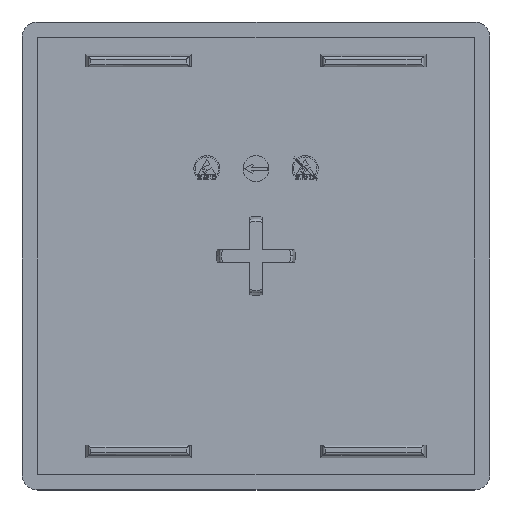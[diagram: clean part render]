
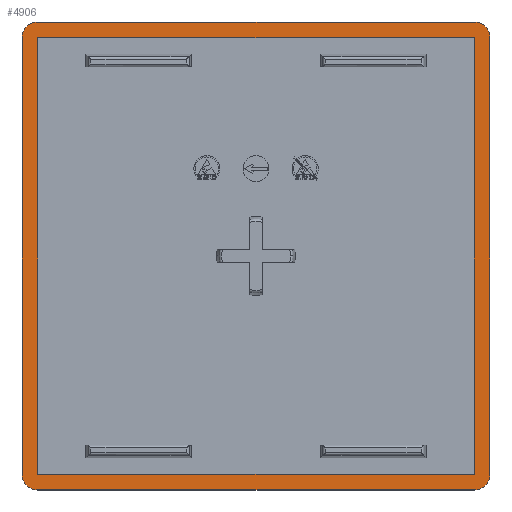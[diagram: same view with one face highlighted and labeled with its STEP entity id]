
A CAD part, top view. The second image highlights one B-rep face of the part: STEP entity #4906.
In plain terms, the highlighted planar face has unit normal (0, 0, 1).
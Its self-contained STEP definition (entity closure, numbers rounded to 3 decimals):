
#98 = CARTESIAN_POINT ( 'NONE',  ( -42., 42., 4. ) ) ;
#188 = CARTESIAN_POINT ( 'NONE',  ( 42., -45., 4. ) ) ;
#259 = ORIENTED_EDGE ( 'NONE', *, *, #5099, .F. ) ;
#306 = CARTESIAN_POINT ( 'NONE',  ( -45., 42., 4. ) ) ;
#438 = VERTEX_POINT ( 'NONE', #188 ) ;
#550 = CARTESIAN_POINT ( 'NONE',  ( -45., -42., 4. ) ) ;
#679 = VERTEX_POINT ( 'NONE', #306 ) ;
#700 = ORIENTED_EDGE ( 'NONE', *, *, #7825, .T. ) ;
#767 = FACE_BOUND ( 'NONE', #1160, .T. ) ;
#806 = ORIENTED_EDGE ( 'NONE', *, *, #9649, .T. ) ;
#844 = VERTEX_POINT ( 'NONE', #4727 ) ;
#980 = ORIENTED_EDGE ( 'NONE', *, *, #9420, .F. ) ;
#1160 = EDGE_LOOP ( 'NONE', ( #980, #6947, #5701, #259 ) ) ;
#1224 = CARTESIAN_POINT ( 'NONE',  ( 42., 42., 4. ) ) ;
#1330 = EDGE_CURVE ( 'NONE', #8261, #2454, #4034, .T. ) ;
#1659 = VERTEX_POINT ( 'NONE', #98 ) ;
#1738 = ORIENTED_EDGE ( 'NONE', *, *, #4659, .T. ) ;
#1788 = ORIENTED_EDGE ( 'NONE', *, *, #5978, .T. ) ;
#1930 = EDGE_LOOP ( 'NONE', ( #7037, #700, #1788, #1738, #3789, #3838, #3701, #806 ) ) ;
#2198 = DIRECTION ( 'NONE',  ( 0., -1., 0. ) ) ;
#2318 = CARTESIAN_POINT ( 'NONE',  ( -42., 42., 4. ) ) ;
#2401 = PLANE ( 'NONE',  #4785 ) ;
#2454 = VERTEX_POINT ( 'NONE', #1224 ) ;
#2611 = CIRCLE ( 'NONE', #7605, 3. ) ;
#2633 = CARTESIAN_POINT ( 'NONE',  ( -45., 45., 4. ) ) ;
#2685 = VECTOR ( 'NONE', #7296, 1000. ) ;
#2706 = VECTOR ( 'NONE', #5729, 1000. ) ;
#2768 = LINE ( 'NONE', #4408, #4579 ) ;
#2980 = CARTESIAN_POINT ( 'NONE',  ( -45., -45., 4. ) ) ;
#3064 = FACE_OUTER_BOUND ( 'NONE', #1930, .T. ) ;
#3240 = VERTEX_POINT ( 'NONE', #550 ) ;
#3485 = DIRECTION ( 'NONE',  ( 0., 0., 1. ) ) ;
#3602 = CARTESIAN_POINT ( 'NONE',  ( 42., 42., 4. ) ) ;
#3642 = EDGE_CURVE ( 'NONE', #10086, #5620, #2768, .T. ) ;
#3701 = ORIENTED_EDGE ( 'NONE', *, *, #8658, .T. ) ;
#3789 = ORIENTED_EDGE ( 'NONE', *, *, #5655, .T. ) ;
#3793 = VECTOR ( 'NONE', #8924, 1000. ) ;
#3838 = ORIENTED_EDGE ( 'NONE', *, *, #6867, .T. ) ;
#3892 = DIRECTION ( 'NONE',  ( 0., 0., 1. ) ) ;
#3970 = DIRECTION ( 'NONE',  ( 1., 0., 0. ) ) ;
#3999 = CIRCLE ( 'NONE', #5585, 3. ) ;
#4034 = LINE ( 'NONE', #8132, #3793 ) ;
#4162 = EDGE_CURVE ( 'NONE', #2454, #1659, #8247, .T. ) ;
#4225 = CARTESIAN_POINT ( 'NONE',  ( 45., 42., 4. ) ) ;
#4365 = DIRECTION ( 'NONE',  ( 1., 0., 0. ) ) ;
#4406 = CARTESIAN_POINT ( 'NONE',  ( -42., 42., 4. ) ) ;
#4408 = CARTESIAN_POINT ( 'NONE',  ( 45., 45., 4. ) ) ;
#4484 = DIRECTION ( 'NONE',  ( 0., 0., 1. ) ) ;
#4500 = LINE ( 'NONE', #2633, #2685 ) ;
#4507 = VERTEX_POINT ( 'NONE', #7425 ) ;
#4579 = VECTOR ( 'NONE', #8297, 1000. ) ;
#4659 = EDGE_CURVE ( 'NONE', #4507, #679, #9566, .T. ) ;
#4727 = CARTESIAN_POINT ( 'NONE',  ( -42., -45., 4. ) ) ;
#4785 = AXIS2_PLACEMENT_3D ( 'NONE', #7850, #8630, #3970 ) ;
#4906 = ADVANCED_FACE ( 'NONE', ( #767, #3064 ), #2401, .T. ) ;
#5099 = EDGE_CURVE ( 'NONE', #9579, #8261, #7070, .T. ) ;
#5193 = DIRECTION ( 'NONE',  ( 0., -1., 0. ) ) ;
#5442 = DIRECTION ( 'NONE',  ( -1., 0., 0. ) ) ;
#5585 = AXIS2_PLACEMENT_3D ( 'NONE', #3602, #9036, #4365 ) ;
#5613 = LINE ( 'NONE', #7963, #9505 ) ;
#5620 = VERTEX_POINT ( 'NONE', #4225 ) ;
#5655 = EDGE_CURVE ( 'NONE', #679, #3240, #5613, .T. ) ;
#5701 = ORIENTED_EDGE ( 'NONE', *, *, #1330, .F. ) ;
#5718 = CARTESIAN_POINT ( 'NONE',  ( 42., -42., 4. ) ) ;
#5729 = DIRECTION ( 'NONE',  ( 1., 0., 0. ) ) ;
#5775 = VECTOR ( 'NONE', #5193, 1000. ) ;
#5899 = CARTESIAN_POINT ( 'NONE',  ( 42., 45., 4. ) ) ;
#5922 = VECTOR ( 'NONE', #5442, 1000. ) ;
#5978 = EDGE_CURVE ( 'NONE', #7815, #4507, #4500, .T. ) ;
#6010 = LINE ( 'NONE', #4406, #5775 ) ;
#6127 = CARTESIAN_POINT ( 'NONE',  ( -42., -42., 4. ) ) ;
#6278 = LINE ( 'NONE', #2980, #9955 ) ;
#6364 = CIRCLE ( 'NONE', #9669, 3. ) ;
#6851 = DIRECTION ( 'NONE',  ( 1., 0., 0. ) ) ;
#6867 = EDGE_CURVE ( 'NONE', #3240, #844, #2611, .T. ) ;
#6947 = ORIENTED_EDGE ( 'NONE', *, *, #4162, .F. ) ;
#7037 = ORIENTED_EDGE ( 'NONE', *, *, #3642, .T. ) ;
#7044 = AXIS2_PLACEMENT_3D ( 'NONE', #9159, #4484, #9937 ) ;
#7070 = LINE ( 'NONE', #8038, #2706 ) ;
#7296 = DIRECTION ( 'NONE',  ( -1., 0., 0. ) ) ;
#7425 = CARTESIAN_POINT ( 'NONE',  ( -42., 45., 4. ) ) ;
#7605 = AXIS2_PLACEMENT_3D ( 'NONE', #8130, #3485, #8919 ) ;
#7815 = VERTEX_POINT ( 'NONE', #5899 ) ;
#7825 = EDGE_CURVE ( 'NONE', #5620, #7815, #3999, .T. ) ;
#7850 = CARTESIAN_POINT ( 'NONE',  ( -45., -45., 4. ) ) ;
#7963 = CARTESIAN_POINT ( 'NONE',  ( -45., 45., 4. ) ) ;
#8038 = CARTESIAN_POINT ( 'NONE',  ( -42., -42., 4. ) ) ;
#8068 = CARTESIAN_POINT ( 'NONE',  ( 45., -42., 4. ) ) ;
#8130 = CARTESIAN_POINT ( 'NONE',  ( -42., -42., 4. ) ) ;
#8132 = CARTESIAN_POINT ( 'NONE',  ( 42., 42., 4. ) ) ;
#8247 = LINE ( 'NONE', #2318, #5922 ) ;
#8261 = VERTEX_POINT ( 'NONE', #5718 ) ;
#8297 = DIRECTION ( 'NONE',  ( 0., 1., 0. ) ) ;
#8547 = CARTESIAN_POINT ( 'NONE',  ( 42., -42., 4. ) ) ;
#8630 = DIRECTION ( 'NONE',  ( 0., 0., 1. ) ) ;
#8658 = EDGE_CURVE ( 'NONE', #844, #438, #6278, .T. ) ;
#8919 = DIRECTION ( 'NONE',  ( 1., 0., 0. ) ) ;
#8924 = DIRECTION ( 'NONE',  ( 0., 1., 0. ) ) ;
#9036 = DIRECTION ( 'NONE',  ( 0., 0., 1. ) ) ;
#9159 = CARTESIAN_POINT ( 'NONE',  ( -42., 42., 4. ) ) ;
#9326 = DIRECTION ( 'NONE',  ( 1., 0., 0. ) ) ;
#9420 = EDGE_CURVE ( 'NONE', #1659, #9579, #6010, .T. ) ;
#9505 = VECTOR ( 'NONE', #2198, 1000. ) ;
#9566 = CIRCLE ( 'NONE', #7044, 3. ) ;
#9579 = VERTEX_POINT ( 'NONE', #6127 ) ;
#9649 = EDGE_CURVE ( 'NONE', #438, #10086, #6364, .T. ) ;
#9669 = AXIS2_PLACEMENT_3D ( 'NONE', #8547, #3892, #9326 ) ;
#9937 = DIRECTION ( 'NONE',  ( 1., 0., 0. ) ) ;
#9955 = VECTOR ( 'NONE', #6851, 1000. ) ;
#10086 = VERTEX_POINT ( 'NONE', #8068 ) ;
